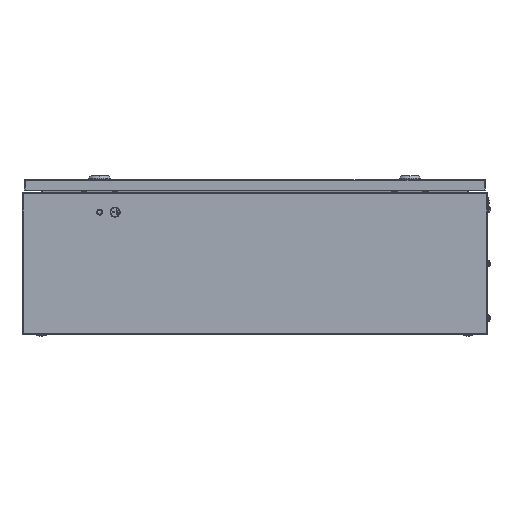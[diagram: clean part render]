
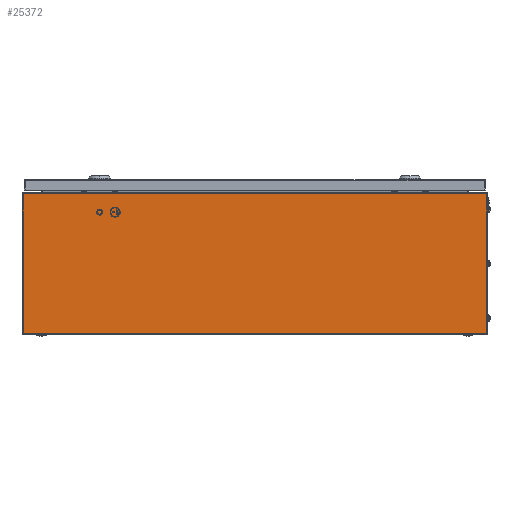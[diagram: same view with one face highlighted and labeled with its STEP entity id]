
A CAD part, left-side view. The second image highlights one B-rep face of the part: STEP entity #25372.
In plain terms, the highlighted planar face has unit normal (-1, 0, 0).
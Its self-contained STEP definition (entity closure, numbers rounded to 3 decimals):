
#305 = ORIENTED_EDGE ( 'NONE', *, *, #65196, .T. ) ;
#1363 = VECTOR ( 'NONE', #40350, 1000. ) ;
#3100 = DIRECTION ( 'NONE',  ( 0., -1., 0. ) ) ;
#6320 = EDGE_CURVE ( 'NONE', #53637, #32749, #64837, .T. ) ;
#8700 = DIRECTION ( 'NONE',  ( 1., 0., 0. ) ) ;
#9639 = VECTOR ( 'NONE', #70801, 1000. ) ;
#10982 = LINE ( 'NONE', #74287, #20554 ) ;
#14432 = LINE ( 'NONE', #37346, #30983 ) ;
#18051 = CARTESIAN_POINT ( 'NONE',  ( 0., 600., 183. ) ) ;
#20554 = VECTOR ( 'NONE', #46008, 1000. ) ;
#24442 = CARTESIAN_POINT ( 'NONE',  ( 0., 600., 183. ) ) ;
#24926 = EDGE_LOOP ( 'NONE', ( #305, #35741, #64649, #57208 ) ) ;
#25372 = ADVANCED_FACE ( 'NONE', ( #49774 ), #65643, .F. ) ;
#28119 = CARTESIAN_POINT ( 'NONE',  ( 0., 0., 0. ) ) ;
#30983 = VECTOR ( 'NONE', #3100, 1000. ) ;
#31286 = VERTEX_POINT ( 'NONE', #28119 ) ;
#31621 = DIRECTION ( 'NONE',  ( 0., 0., -1. ) ) ;
#32749 = VERTEX_POINT ( 'NONE', #48624 ) ;
#35741 = ORIENTED_EDGE ( 'NONE', *, *, #58334, .F. ) ;
#37346 = CARTESIAN_POINT ( 'NONE',  ( 0., 0., 183. ) ) ;
#39533 = EDGE_CURVE ( 'NONE', #53637, #48478, #14432, .T. ) ;
#40350 = DIRECTION ( 'NONE',  ( 0., -1., 0. ) ) ;
#46008 = DIRECTION ( 'NONE',  ( 0., 0., -1. ) ) ;
#46043 = CARTESIAN_POINT ( 'NONE',  ( 0., 0., 0. ) ) ;
#48097 = CARTESIAN_POINT ( 'NONE',  ( 0., 0., 183. ) ) ;
#48478 = VERTEX_POINT ( 'NONE', #48097 ) ;
#48624 = CARTESIAN_POINT ( 'NONE',  ( 0., 600., 0. ) ) ;
#49774 = FACE_OUTER_BOUND ( 'NONE', #24926, .T. ) ;
#53637 = VERTEX_POINT ( 'NONE', #18051 ) ;
#57208 = ORIENTED_EDGE ( 'NONE', *, *, #6320, .T. ) ;
#58334 = EDGE_CURVE ( 'NONE', #48478, #31286, #10982, .T. ) ;
#63035 = LINE ( 'NONE', #46043, #1363 ) ;
#64649 = ORIENTED_EDGE ( 'NONE', *, *, #39533, .F. ) ;
#64837 = LINE ( 'NONE', #24442, #9639 ) ;
#65196 = EDGE_CURVE ( 'NONE', #32749, #31286, #63035, .T. ) ;
#65643 = PLANE ( 'NONE',  #69388 ) ;
#69388 = AXIS2_PLACEMENT_3D ( 'NONE', #72760, #8700, #31621 ) ;
#70801 = DIRECTION ( 'NONE',  ( 0., 0., -1. ) ) ;
#72760 = CARTESIAN_POINT ( 'NONE',  ( 0., 0., 183. ) ) ;
#74287 = CARTESIAN_POINT ( 'NONE',  ( 0., 0., 183. ) ) ;
